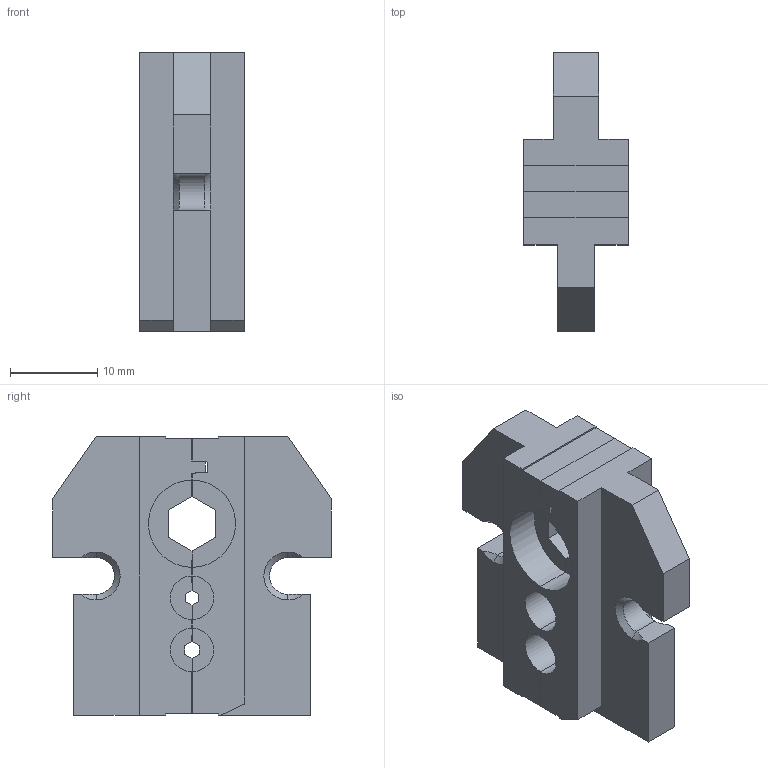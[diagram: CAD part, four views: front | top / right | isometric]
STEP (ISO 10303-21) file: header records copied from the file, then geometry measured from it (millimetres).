
FILE_DESCRIPTION (( 'STEP AP214' ), '1' );
FILE_NAME ('N01003A0005.STEP', '2013-07-31T08:58:05', ( 'Wartung1' ), ( '' ), 'SwSTEP 2.0', 'SolidWorks 2013', '' );
FILE_SCHEMA (( 'AUTOMOTIVE_DESIGN' ));
Length unit declared in the file: millimetre
Products named in the file (1): N01003A0005
Bounding box: 12 x 32 x 32 mm (x, y, z)
Volume: 5936 mm3; surface area: 4200.5 mm2
Topology: 3 solids, 3 shells, 239 faces, 632 edges, 414 vertices
Faces by surface type: plane 152, bspline 47, cone 22, cylinder 14, sphere 4
Entity records: 12297 total; most frequent: CARTESIAN_POINT 3999, ORIENTED_EDGE 1256, DIRECTION 966, EDGE_CURVE 628, VECTOR 472, LINE 472, VERTEX_POINT 414, EDGE_LOOP 258
